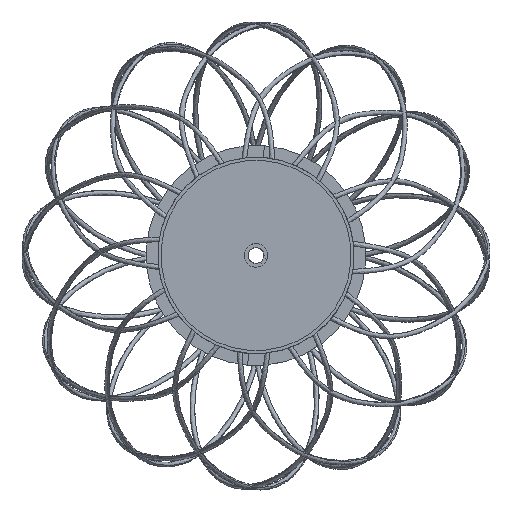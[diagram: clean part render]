
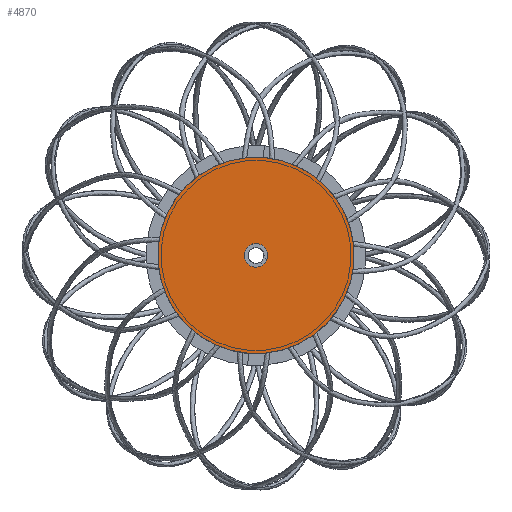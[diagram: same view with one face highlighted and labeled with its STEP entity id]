
A CAD part, top view. The second image highlights one B-rep face of the part: STEP entity #4870.
In plain terms, the highlighted face is planar.
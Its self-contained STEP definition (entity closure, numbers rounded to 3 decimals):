
#240=FACE_BOUND('',#1401,.T.);
#851=PLANE('',#5326);
#1113=FACE_OUTER_BOUND('',#1400,.T.);
#1400=EDGE_LOOP('',(#4502));
#1401=EDGE_LOOP('',(#4503));
#1603=CIRCLE('',#5321,7.5);
#1606=CIRCLE('',#5325,62.5);
#2135=VERTEX_POINT('',#51759);
#2138=VERTEX_POINT('',#51767);
#2922=EDGE_CURVE('',#2135,#2135,#1603,.T.);
#2927=EDGE_CURVE('',#2138,#2138,#1606,.T.);
#4502=ORIENTED_EDGE('',*,*,#2927,.T.);
#4503=ORIENTED_EDGE('',*,*,#2922,.T.);
#4870=ADVANCED_FACE('',(#1113,#240),#851,.F.);
#5321=AXIS2_PLACEMENT_3D('',#51760,#6006,#6007);
#5325=AXIS2_PLACEMENT_3D('',#51769,#6016,#6017);
#5326=AXIS2_PLACEMENT_3D('',#51770,#6018,#6019);
#6006=DIRECTION('center_axis',(1.,0.,0.));
#6007=DIRECTION('ref_axis',(0.,-1.,0.));
#6016=DIRECTION('center_axis',(-1.,0.,0.));
#6017=DIRECTION('ref_axis',(0.,-1.,0.));
#6018=DIRECTION('center_axis',(1.,0.,0.));
#6019=DIRECTION('ref_axis',(0.,0.,-1.));
#51759=CARTESIAN_POINT('',(0.,7.5,0.));
#51760=CARTESIAN_POINT('Origin',(0.,0.,0.));
#51767=CARTESIAN_POINT('',(0.,62.5,0.));
#51769=CARTESIAN_POINT('Origin',(0.,0.,0.));
#51770=CARTESIAN_POINT('Origin',(0.,0.,0.));
